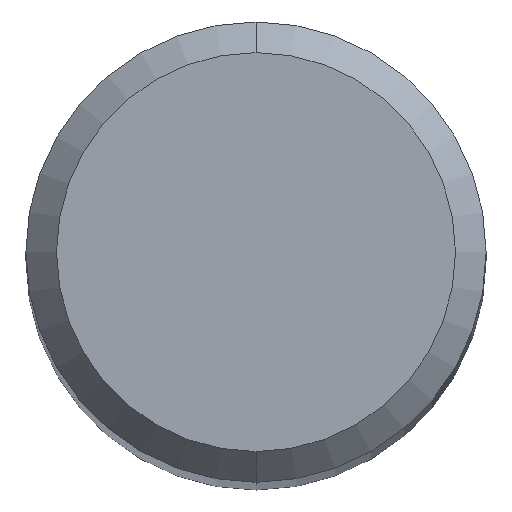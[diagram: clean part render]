
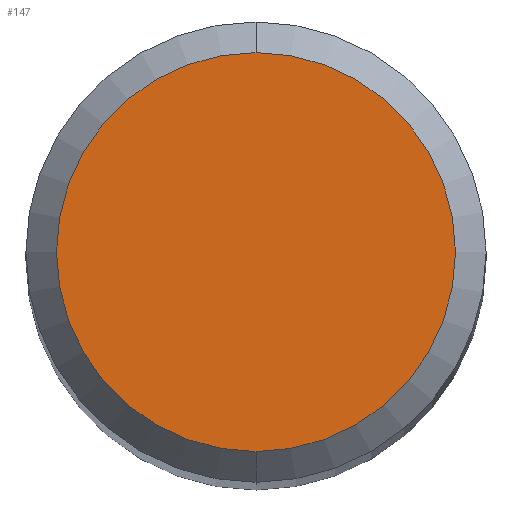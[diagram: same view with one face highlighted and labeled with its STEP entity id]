
A CAD part, top view. The second image highlights one B-rep face of the part: STEP entity #147.
In plain terms, the highlighted planar face has unit normal (0, 0, 1).
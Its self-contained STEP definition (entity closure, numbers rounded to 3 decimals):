
#137=EDGE_CURVE('',#203,#183,#288,.T.);
#147=ADVANCED_FACE('',(#298),#299,.T.);
#171=EDGE_CURVE('',#183,#203,#327,.T.);
#183=VERTEX_POINT('',#339);
#203=VERTEX_POINT('',#361);
#288=CIRCLE('',#451,2.6);
#298=FACE_OUTER_BOUND('',#466,.T.);
#299=PLANE('',#467);
#327=CIRCLE('',#499,2.6);
#339=CARTESIAN_POINT('',(0.0,2.6,0.0));
#361=CARTESIAN_POINT('',(0.,-2.6,0.0));
#451=AXIS2_PLACEMENT_3D('',#641,#642,#643);
#466=EDGE_LOOP('',(#650,#651));
#467=AXIS2_PLACEMENT_3D('',#652,#653,#654);
#499=AXIS2_PLACEMENT_3D('',#694,#695,#696);
#641=CARTESIAN_POINT('',(0.0,0.0,0.0));
#642=DIRECTION('',(0.0,0.0,-1.0));
#643=DIRECTION('',(0.0,1.0,0.0));
#650=ORIENTED_EDGE('',*,*,#171,.F.);
#651=ORIENTED_EDGE('',*,*,#137,.F.);
#652=CARTESIAN_POINT('',(0.0,1.3,0.0));
#653=DIRECTION('',(-0.0,0.0,1.0));
#654=DIRECTION('',(0.0,-1.0,0.0));
#694=CARTESIAN_POINT('',(0.0,0.0,0.0));
#695=DIRECTION('',(0.0,0.0,-1.0));
#696=DIRECTION('',(0.0,1.0,0.0));
